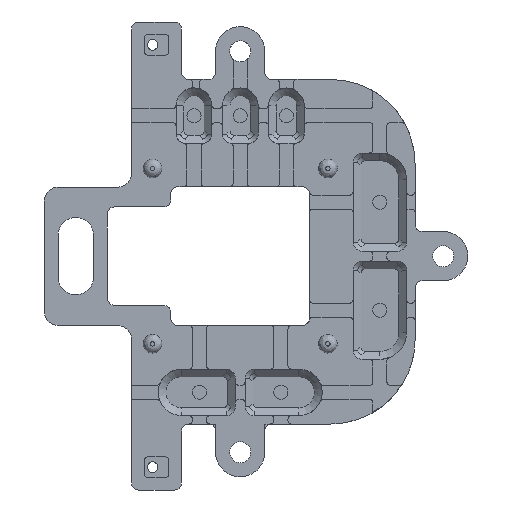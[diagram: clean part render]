
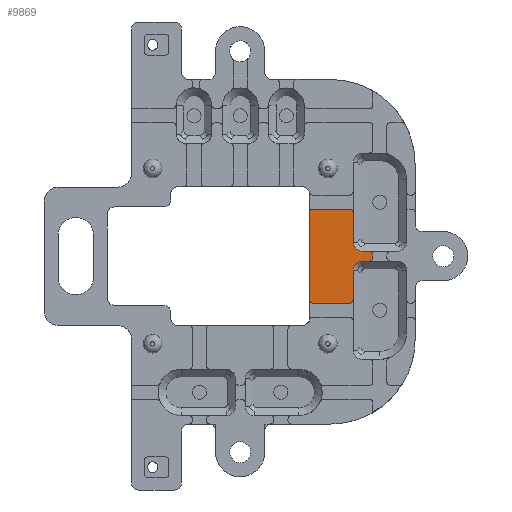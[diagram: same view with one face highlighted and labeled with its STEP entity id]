
A CAD part, front view. The second image highlights one B-rep face of the part: STEP entity #9869.
In plain terms, the highlighted planar face has unit normal (0, -1, 0).
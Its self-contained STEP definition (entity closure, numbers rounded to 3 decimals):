
#287=PLANE('',#10687);
#606=FACE_OUTER_BOUND('',#1203,.T.);
#1203=EDGE_LOOP('',(#7338,#7339,#7340,#7341,#7342,#7343,#7344,#7345,#7346,
#7347,#7348,#7349,#7350,#7351,#7352,#7353));
#1965=LINE('',#15730,#2906);
#1979=LINE('',#15774,#2920);
#1984=LINE('',#15788,#2925);
#1987=LINE('',#15796,#2928);
#1988=LINE('',#15800,#2929);
#1989=LINE('',#15804,#2930);
#1990=LINE('',#15808,#2931);
#1991=LINE('',#15812,#2932);
#2906=VECTOR('',#12377,10.);
#2920=VECTOR('',#12415,10.);
#2925=VECTOR('',#12428,10.);
#2928=VECTOR('',#12435,10.);
#2929=VECTOR('',#12438,10.);
#2930=VECTOR('',#12441,10.);
#2931=VECTOR('',#12444,10.);
#2932=VECTOR('',#12447,10.);
#3774=CIRCLE('',#10684,0.5);
#3776=CIRCLE('',#10688,1.3);
#3777=CIRCLE('',#10689,0.5);
#3778=CIRCLE('',#10690,0.5);
#3779=CIRCLE('',#10691,0.5);
#3780=CIRCLE('',#10692,0.5);
#3781=CIRCLE('',#10693,1.3);
#3782=CIRCLE('',#10694,0.5);
#4442=VERTEX_POINT('',#15727);
#4443=VERTEX_POINT('',#15729);
#4460=VERTEX_POINT('',#15771);
#4461=VERTEX_POINT('',#15773);
#4464=VERTEX_POINT('',#15781);
#4466=VERTEX_POINT('',#15787);
#4468=VERTEX_POINT('',#15793);
#4469=VERTEX_POINT('',#15795);
#4470=VERTEX_POINT('',#15797);
#4471=VERTEX_POINT('',#15799);
#4472=VERTEX_POINT('',#15801);
#4473=VERTEX_POINT('',#15803);
#4474=VERTEX_POINT('',#15805);
#4475=VERTEX_POINT('',#15807);
#4476=VERTEX_POINT('',#15809);
#4477=VERTEX_POINT('',#15811);
#5513=EDGE_CURVE('',#4443,#4442,#1965,.T.);
#5536=EDGE_CURVE('',#4461,#4460,#1979,.T.);
#5540=EDGE_CURVE('',#4443,#4464,#3774,.T.);
#5543=EDGE_CURVE('',#4466,#4464,#1984,.T.);
#5546=EDGE_CURVE('',#4442,#4468,#3776,.T.);
#5547=EDGE_CURVE('',#4468,#4469,#1987,.T.);
#5548=EDGE_CURVE('',#4470,#4469,#3777,.T.);
#5549=EDGE_CURVE('',#4470,#4471,#1988,.T.);
#5550=EDGE_CURVE('',#4472,#4471,#3778,.T.);
#5551=EDGE_CURVE('',#4472,#4473,#1989,.T.);
#5552=EDGE_CURVE('',#4474,#4473,#3779,.T.);
#5553=EDGE_CURVE('',#4474,#4475,#1990,.T.);
#5554=EDGE_CURVE('',#4476,#4475,#3780,.T.);
#5555=EDGE_CURVE('',#4476,#4477,#1991,.T.);
#5556=EDGE_CURVE('',#4477,#4461,#3781,.T.);
#5557=EDGE_CURVE('',#4466,#4460,#3782,.T.);
#7338=ORIENTED_EDGE('',*,*,#5540,.F.);
#7339=ORIENTED_EDGE('',*,*,#5513,.T.);
#7340=ORIENTED_EDGE('',*,*,#5546,.T.);
#7341=ORIENTED_EDGE('',*,*,#5547,.T.);
#7342=ORIENTED_EDGE('',*,*,#5548,.F.);
#7343=ORIENTED_EDGE('',*,*,#5549,.T.);
#7344=ORIENTED_EDGE('',*,*,#5550,.F.);
#7345=ORIENTED_EDGE('',*,*,#5551,.T.);
#7346=ORIENTED_EDGE('',*,*,#5552,.F.);
#7347=ORIENTED_EDGE('',*,*,#5553,.T.);
#7348=ORIENTED_EDGE('',*,*,#5554,.F.);
#7349=ORIENTED_EDGE('',*,*,#5555,.T.);
#7350=ORIENTED_EDGE('',*,*,#5556,.T.);
#7351=ORIENTED_EDGE('',*,*,#5536,.T.);
#7352=ORIENTED_EDGE('',*,*,#5557,.F.);
#7353=ORIENTED_EDGE('',*,*,#5543,.T.);
#9869=ADVANCED_FACE('',(#606),#287,.T.);
#10684=AXIS2_PLACEMENT_3D('',#15782,#12421,#12422);
#10687=AXIS2_PLACEMENT_3D('',#15792,#12431,#12432);
#10688=AXIS2_PLACEMENT_3D('',#15794,#12433,#12434);
#10689=AXIS2_PLACEMENT_3D('',#15798,#12436,#12437);
#10690=AXIS2_PLACEMENT_3D('',#15802,#12439,#12440);
#10691=AXIS2_PLACEMENT_3D('',#15806,#12442,#12443);
#10692=AXIS2_PLACEMENT_3D('',#15810,#12445,#12446);
#10693=AXIS2_PLACEMENT_3D('',#15813,#12448,#12449);
#10694=AXIS2_PLACEMENT_3D('',#15814,#12450,#12451);
#12377=DIRECTION('',(-1.,0.,0.));
#12415=DIRECTION('',(1.,0.,0.));
#12421=DIRECTION('center_axis',(0.,1.,0.));
#12422=DIRECTION('ref_axis',(0.707,0.,0.707));
#12428=DIRECTION('',(0.,0.,1.));
#12431=DIRECTION('center_axis',(0.,-1.,0.));
#12432=DIRECTION('ref_axis',(0.,0.,-1.));
#12433=DIRECTION('center_axis',(0.,1.,0.));
#12434=DIRECTION('ref_axis',(-1.,0.,0.));
#12435=DIRECTION('',(0.,0.,1.));
#12436=DIRECTION('center_axis',(0.,1.,0.));
#12437=DIRECTION('ref_axis',(0.707,0.,0.707));
#12438=DIRECTION('',(-1.,0.,0.));
#12439=DIRECTION('center_axis',(0.,1.,0.));
#12440=DIRECTION('ref_axis',(-0.707,0.,0.707));
#12441=DIRECTION('',(0.,0.,-1.));
#12442=DIRECTION('center_axis',(0.,1.,0.));
#12443=DIRECTION('ref_axis',(-0.707,0.,-0.707));
#12444=DIRECTION('',(1.,0.,0.));
#12445=DIRECTION('center_axis',(0.,1.,0.));
#12446=DIRECTION('ref_axis',(0.707,0.,-0.707));
#12447=DIRECTION('',(0.,0.,1.));
#12448=DIRECTION('center_axis',(0.,1.,0.));
#12449=DIRECTION('ref_axis',(0.,0.,1.));
#12450=DIRECTION('center_axis',(0.,1.,0.));
#12451=DIRECTION('ref_axis',(0.707,0.,-0.707));
#15727=CARTESIAN_POINT('',(17.36,-1.,0.7));
#15729=CARTESIAN_POINT('',(18.36,-1.,0.7));
#15730=CARTESIAN_POINT('',(21.011,-1.,0.7));
#15771=CARTESIAN_POINT('',(18.36,-1.,-0.7));
#15773=CARTESIAN_POINT('',(17.36,-1.,-0.7));
#15774=CARTESIAN_POINT('',(18.511,-1.,-0.7));
#15781=CARTESIAN_POINT('',(18.86,-1.,0.2));
#15782=CARTESIAN_POINT('Origin',(18.36,-1.,0.2));
#15787=CARTESIAN_POINT('',(18.86,-1.,-0.2));
#15788=CARTESIAN_POINT('',(18.86,-1.,-13.942));
#15792=CARTESIAN_POINT('Origin',(0.,-1.,-26.758));
#15793=CARTESIAN_POINT('',(16.06,-1.,2.));
#15794=CARTESIAN_POINT('Origin',(17.36,-1.,2.));
#15795=CARTESIAN_POINT('',(16.06,-1.,6.18));
#15796=CARTESIAN_POINT('',(16.06,-1.,4.658));
#15797=CARTESIAN_POINT('',(15.56,-1.,6.68));
#15798=CARTESIAN_POINT('Origin',(15.56,-1.,6.18));
#15799=CARTESIAN_POINT('',(10.36,-1.,6.68));
#15800=CARTESIAN_POINT('',(8.4,-1.,6.68));
#15801=CARTESIAN_POINT('',(9.86,-1.,6.18));
#15802=CARTESIAN_POINT('Origin',(10.36,-1.,6.18));
#15803=CARTESIAN_POINT('',(9.86,-1.,-6.18));
#15804=CARTESIAN_POINT('',(9.86,-1.,9.86));
#15805=CARTESIAN_POINT('',(10.36,-1.,-6.68));
#15806=CARTESIAN_POINT('Origin',(10.36,-1.,-6.18));
#15807=CARTESIAN_POINT('',(15.56,-1.,-6.68));
#15808=CARTESIAN_POINT('',(4.93,-1.,-6.68));
#15809=CARTESIAN_POINT('',(16.06,-1.,-6.18));
#15810=CARTESIAN_POINT('Origin',(15.56,-1.,-6.18));
#15811=CARTESIAN_POINT('',(16.06,-1.,-2.));
#15812=CARTESIAN_POINT('',(16.06,-1.,-10.338));
#15813=CARTESIAN_POINT('Origin',(17.36,-1.,-2.));
#15814=CARTESIAN_POINT('Origin',(18.36,-1.,-0.2));
